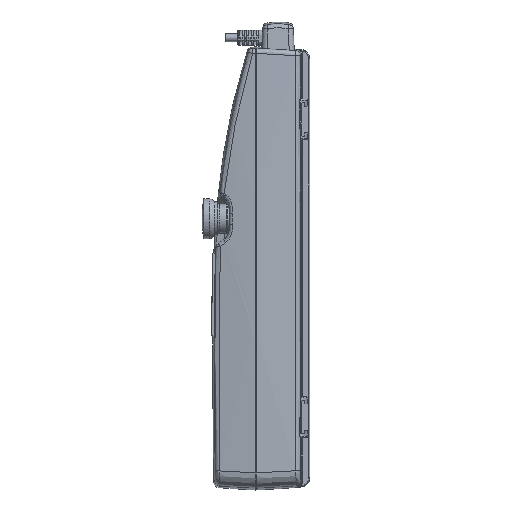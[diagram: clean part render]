
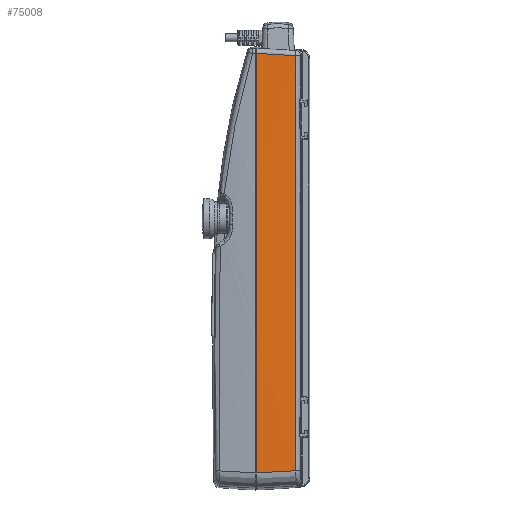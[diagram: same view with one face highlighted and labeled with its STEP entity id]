
A CAD part, left-side view. The second image highlights one B-rep face of the part: STEP entity #75008.
In plain terms, the highlighted toroidal (fillet/blend) face has major radius 14597.4 mm and minor radius 400 mm.
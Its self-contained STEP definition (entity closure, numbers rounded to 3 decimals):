
#631 = FACE_OUTER_BOUND ( 'NONE', #44849, .T. ) ;
#932 = CARTESIAN_POINT ( 'NONE',  ( -57.553, -38.517, 206.184 ) ) ;
#1523 = CARTESIAN_POINT ( 'NONE',  ( 14934.5, -0.25, 0. ) ) ;
#3407 = VERTEX_POINT ( 'NONE', #75457 ) ;
#3788 = CARTESIAN_POINT ( 'NONE',  ( -57.686, -38.508, -196.339 ) ) ;
#3817 = CARTESIAN_POINT ( 'NONE',  ( -57.686, -38.508, -196.339 ) ) ;
#4440 = B_SPLINE_CURVE_WITH_KNOTS ( 'NONE', 3,
 ( #3817, #46263, #9902, #52391, #15962 ),
 .UNSPECIFIED., .F., .F.,
 ( 4, 1, 4 ),
 ( 0., 0.201, 0.403 ),
 .UNSPECIFIED. ) ;
#7618 = DIRECTION ( 'NONE',  ( -1., 0., 0.02 ) ) ;
#7784 = EDGE_CURVE ( 'NONE', #3407, #31143, #20072, .T. ) ;
#9902 = CARTESIAN_POINT ( 'NONE',  ( -59.438, -38.388, 4.923 ) ) ;
#12280 = EDGE_CURVE ( 'NONE', #31143, #18565, #4440, .T. ) ;
#13091 = CARTESIAN_POINT ( 'NONE',  ( -60.336, -13.052, 207.792 ) ) ;
#15962 = CARTESIAN_POINT ( 'NONE',  ( -57.553, -38.517, 206.184 ) ) ;
#18565 = VERTEX_POINT ( 'NONE', #42523 ) ;
#19198 = CARTESIAN_POINT ( 'NONE',  ( -61.041, -0.25, 208.367 ) ) ;
#20072 = B_SPLINE_CURVE_WITH_KNOTS ( 'NONE', 3,
 ( #27609, #63815, #33965, #76598, #40113, #3788 ),
 .UNSPECIFIED., .F., .F.,
 ( 4, 2, 4 ),
 ( 0., 0.019, 0.038 ),
 .UNSPECIFIED. ) ;
#27609 = CARTESIAN_POINT ( 'NONE',  ( -61.177, -0.25, -198.406 ) ) ;
#30980 = B_SPLINE_CURVE_WITH_KNOTS ( 'NONE', 3,
 ( #932, #37249, #49504, #13091, #55591, #19198 ),
 .UNSPECIFIED., .F., .F.,
 ( 4, 2, 4 ),
 ( 0., 0.019, 0.039 ),
 .UNSPECIFIED. ) ;
#31143 = VERTEX_POINT ( 'NONE', #53246 ) ;
#33965 = CARTESIAN_POINT ( 'NONE',  ( -60.471, -13.048, -197.857 ) ) ;
#36697 = ORIENTED_EDGE ( 'NONE', *, *, #7784, .T. ) ;
#37249 = CARTESIAN_POINT ( 'NONE',  ( -58.438, -32.177, 206.649 ) ) ;
#38122 = AXIS2_PLACEMENT_3D ( 'NONE', #1523, #43963, #7618 ) ;
#39056 = CARTESIAN_POINT ( 'NONE',  ( -61.041, -0.25, 208.367 ) ) ;
#39751 = VERTEX_POINT ( 'NONE', #39056 ) ;
#40113 = CARTESIAN_POINT ( 'NONE',  ( -58.572, -32.17, -196.777 ) ) ;
#41745 = ORIENTED_EDGE ( 'NONE', *, *, #72167, .T. ) ;
#42523 = CARTESIAN_POINT ( 'NONE',  ( -57.553, -38.517, 206.184 ) ) ;
#42589 = DIRECTION ( 'NONE',  ( 0., -1., 0. ) ) ;
#43963 = DIRECTION ( 'NONE',  ( 0., -1., 0. ) ) ;
#44849 = EDGE_LOOP ( 'NONE', ( #36697, #50224, #41745, #47559 ) ) ;
#46263 = CARTESIAN_POINT ( 'NONE',  ( -58.573, -38.448, -129.252 ) ) ;
#47181 = CIRCLE ( 'NONE', #38122, 14996.989 ) ;
#47559 = ORIENTED_EDGE ( 'NONE', *, *, #57917, .T. ) ;
#48695 = DIRECTION ( 'NONE',  ( 0., 0., -1. ) ) ;
#49504 = CARTESIAN_POINT ( 'NONE',  ( -59.172, -25.814, 207.064 ) ) ;
#50224 = ORIENTED_EDGE ( 'NONE', *, *, #12280, .T. ) ;
#50706 = AXIS2_PLACEMENT_3D ( 'NONE', #78773, #42589, #48695 ) ;
#52391 = CARTESIAN_POINT ( 'NONE',  ( -58.484, -38.454, 139.097 ) ) ;
#53246 = CARTESIAN_POINT ( 'NONE',  ( -57.686, -38.508, -196.339 ) ) ;
#55591 = CARTESIAN_POINT ( 'NONE',  ( -60.765, -6.657, 208.105 ) ) ;
#57917 = EDGE_CURVE ( 'NONE', #39751, #3407, #47181, .T. ) ;
#63815 = CARTESIAN_POINT ( 'NONE',  ( -60.9, -6.656, -198.155 ) ) ;
#72167 = EDGE_CURVE ( 'NONE', #18565, #39751, #30980, .T. ) ;
#75008 = ADVANCED_FACE ( 'NONE', ( #631 ), #77630, .T. ) ;
#75457 = CARTESIAN_POINT ( 'NONE',  ( -61.177, -0.25, -198.406 ) ) ;
#76598 = CARTESIAN_POINT ( 'NONE',  ( -59.306, -25.809, -197.168 ) ) ;
#77630 = TOROIDAL_SURFACE ( 'NONE', #50706, 14597.369, 400. ) ;
#78773 = CARTESIAN_POINT ( 'NONE',  ( 14934.5, 17.198, 0. ) ) ;
